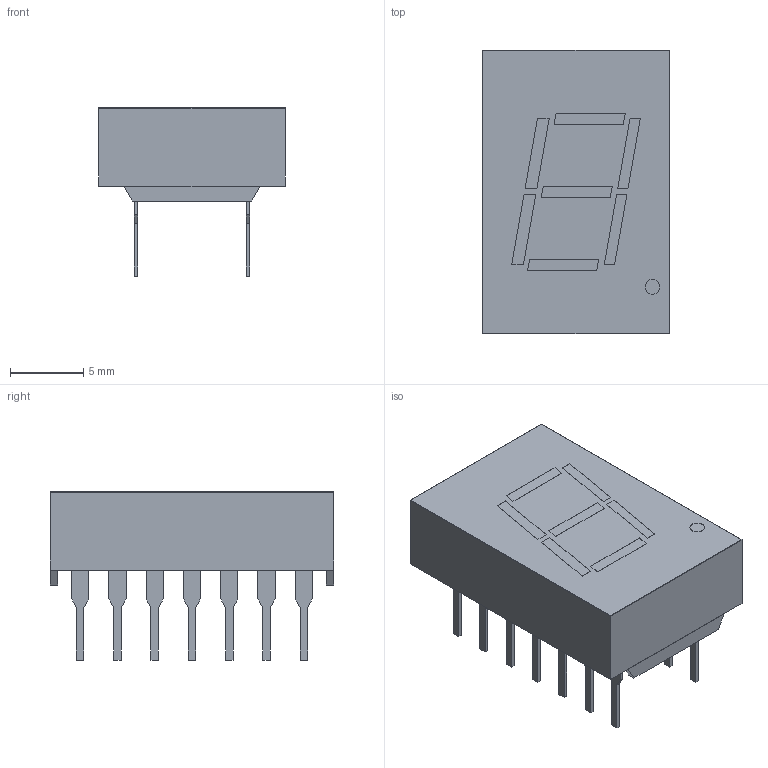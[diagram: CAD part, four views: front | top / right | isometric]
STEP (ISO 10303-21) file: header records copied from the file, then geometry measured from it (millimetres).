
FILE_DESCRIPTION((''),'2;1');
FILE_NAME('DS_AVAGO_HDSP-3353.stp','2012-11-01T12:53:53',(''),(''),'Mechanical Desktop 2011','Mechanical Desktop 2011',', , ');
FILE_SCHEMA(('AUTOMOTIVE_DESIGN { 1 2 10303 214 1 1 1 1 }'));
Length unit declared in the file: millimetre
Products named in the file (1): Product
Bounding box: 12.7 x 19.3 x 11.47 mm (x, y, z)
Volume: 1331.5 mm3; surface area: 1563.8 mm2
Topology: 26 solids, 26 shells, 240 faces, 566 edges, 378 vertices
Faces by surface type: plane 224, bspline 12, cylinder 4
Entity records: 6833 total; most frequent: CARTESIAN_POINT 1219, ORIENTED_EDGE 1128, DIRECTION 1034, EDGE_CURVE 564, VECTOR 556, LINE 556, VERTEX_POINT 376, EDGE_LOOP 256
